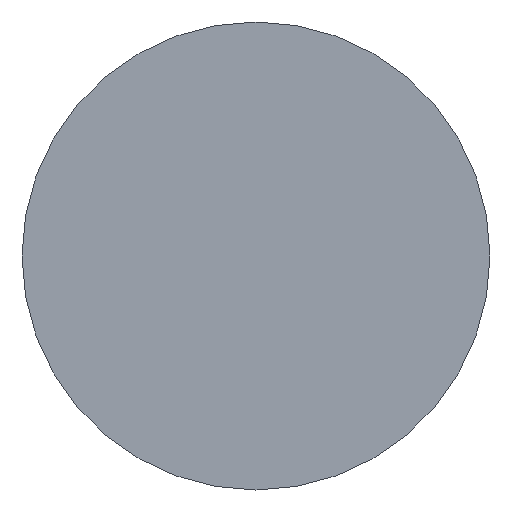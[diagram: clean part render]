
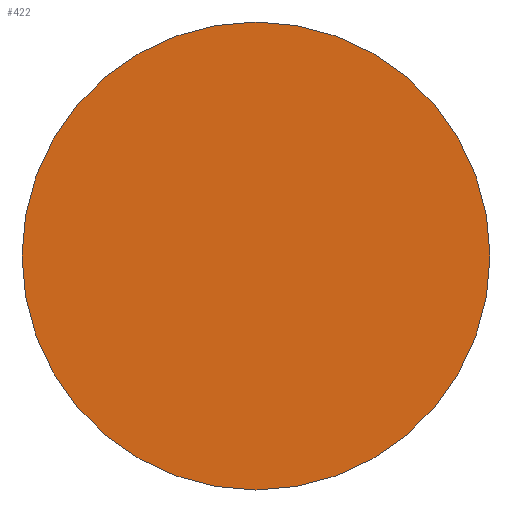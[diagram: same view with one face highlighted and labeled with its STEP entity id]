
A CAD part, front view. The second image highlights one B-rep face of the part: STEP entity #422.
In plain terms, the highlighted planar face has unit normal (0, -1, 0).
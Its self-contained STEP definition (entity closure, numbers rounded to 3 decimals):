
#39=PLANE('',#515);
#62=FACE_OUTER_BOUND('',#85,.T.);
#85=EDGE_LOOP('',(#394,#395));
#157=CIRCLE('',#513,31.5);
#158=CIRCLE('',#514,31.5);
#205=VERTEX_POINT('',#800);
#206=VERTEX_POINT('',#801);
#267=EDGE_CURVE('',#205,#206,#157,.T.);
#268=EDGE_CURVE('',#206,#205,#158,.T.);
#394=ORIENTED_EDGE('',*,*,#267,.T.);
#395=ORIENTED_EDGE('',*,*,#268,.T.);
#422=ADVANCED_FACE('',(#62),#39,.T.);
#513=AXIS2_PLACEMENT_3D('',#802,#667,#668);
#514=AXIS2_PLACEMENT_3D('',#803,#669,#670);
#515=AXIS2_PLACEMENT_3D('',#805,#672,#673);
#667=DIRECTION('center_axis',(0.,-1.,0.));
#668=DIRECTION('ref_axis',(1.,0.,0.));
#669=DIRECTION('center_axis',(0.,-1.,0.));
#670=DIRECTION('ref_axis',(1.,0.,0.));
#672=DIRECTION('center_axis',(0.,-1.,0.));
#673=DIRECTION('ref_axis',(0.,0.,-1.));
#800=CARTESIAN_POINT('',(63.005,13.8,0.));
#801=CARTESIAN_POINT('',(0.005,13.8,0.));
#802=CARTESIAN_POINT('Origin',(31.505,13.8,0.));
#803=CARTESIAN_POINT('Origin',(31.505,13.8,0.));
#805=CARTESIAN_POINT('Origin',(31.505,13.8,0.));
